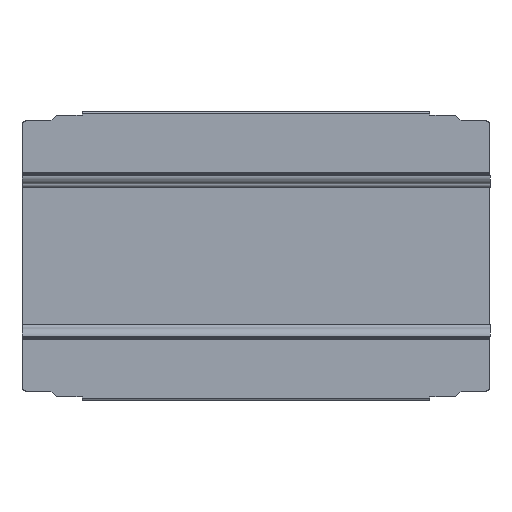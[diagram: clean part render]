
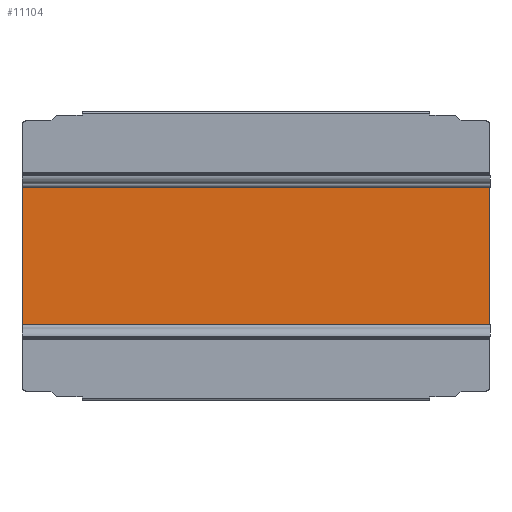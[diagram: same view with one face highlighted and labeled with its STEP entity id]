
A CAD part, front view. The second image highlights one B-rep face of the part: STEP entity #11104.
In plain terms, the highlighted planar face has unit normal (0, -1, 0).
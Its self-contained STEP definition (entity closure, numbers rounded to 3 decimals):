
#1895 = LINE ( 'NONE', #14437, #1896 ) ;
#1896 = VECTOR ( 'NONE', #14438, 1000. ) ;
#4887 = DIRECTION ( 'NONE',  ( 0., 0., -1. ) ) ;
#4891 = CARTESIAN_POINT ( 'NONE',  ( -70.25, 5.2, -7. ) ) ;
#6196 = VERTEX_POINT ( 'NONE', #13561 ) ;
#6468 = VERTEX_POINT ( 'NONE', #13029 ) ;
#6498 = VERTEX_POINT ( 'NONE', #13469 ) ;
#8497 = EDGE_LOOP ( 'NONE', ( #14970, #14924, #14945, #14930 ) ) ;
#9285 = VECTOR ( 'NONE', #4887, 1000. ) ;
#9313 = LINE ( 'NONE', #4891, #9285 ) ;
#10500 = EDGE_CURVE ( 'NONE', #6468, #6196, #9313, .T. ) ;
#11017 = EDGE_CURVE ( 'NONE', #6196, #6498, #11661, .T. ) ;
#11061 = EDGE_CURVE ( 'NONE', #13321, #6468, #11724, .T. ) ;
#11104 = ADVANCED_FACE ( 'NONE', ( #11803 ), #15605, .F. ) ;
#11661 = LINE ( 'NONE', #15323, #11662 ) ;
#11662 = VECTOR ( 'NONE', #15324, 1000. ) ;
#11724 = LINE ( 'NONE', #15426, #11731 ) ;
#11731 = VECTOR ( 'NONE', #15427, 1000. ) ;
#11803 = FACE_OUTER_BOUND ( 'NONE', #8497, .T. ) ;
#12518 = AXIS2_PLACEMENT_3D ( 'NONE', #15604, #15607, #15608 ) ;
#13029 = CARTESIAN_POINT ( 'NONE',  ( -70.25, 5.2, 6.65 ) ) ;
#13321 = VERTEX_POINT ( 'NONE', #13974 ) ;
#13469 = CARTESIAN_POINT ( 'NONE',  ( -29.75, 5.2, -6.65 ) ) ;
#13561 = CARTESIAN_POINT ( 'NONE',  ( -70.25, 5.2, -6.65 ) ) ;
#13974 = CARTESIAN_POINT ( 'NONE',  ( -29.75, 5.2, 6.65 ) ) ;
#14437 = CARTESIAN_POINT ( 'NONE',  ( -29.75, 5.2, -7. ) ) ;
#14438 = DIRECTION ( 'NONE',  ( 0., 0., 1. ) ) ;
#14586 = EDGE_CURVE ( 'NONE', #6498, #13321, #1895, .T. ) ;
#14924 = ORIENTED_EDGE ( 'NONE', *, *, #11061, .T. ) ;
#14930 = ORIENTED_EDGE ( 'NONE', *, *, #11017, .T. ) ;
#14945 = ORIENTED_EDGE ( 'NONE', *, *, #10500, .T. ) ;
#14970 = ORIENTED_EDGE ( 'NONE', *, *, #14586, .T. ) ;
#15323 = CARTESIAN_POINT ( 'NONE',  ( -29.75, 5.2, -6.65 ) ) ;
#15324 = DIRECTION ( 'NONE',  ( 1., 0., 0. ) ) ;
#15426 = CARTESIAN_POINT ( 'NONE',  ( -70.25, 5.2, 6.65 ) ) ;
#15427 = DIRECTION ( 'NONE',  ( -1., 0., 0. ) ) ;
#15604 = CARTESIAN_POINT ( 'NONE',  ( -66.5, 5.2, 0. ) ) ;
#15605 = PLANE ( 'NONE',  #12518 ) ;
#15607 = DIRECTION ( 'NONE',  ( 0., 1., 0. ) ) ;
#15608 = DIRECTION ( 'NONE',  ( 0., 0., 1. ) ) ;
